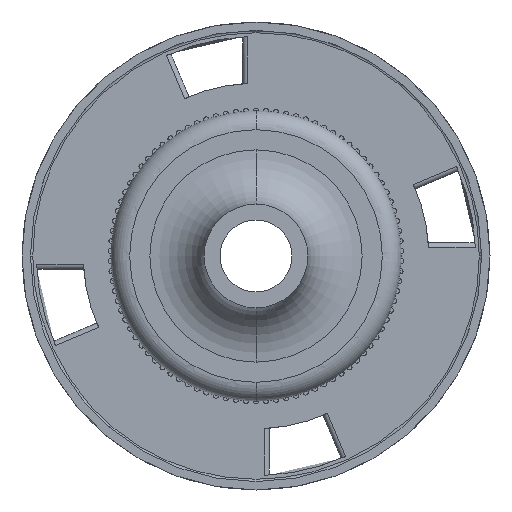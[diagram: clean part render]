
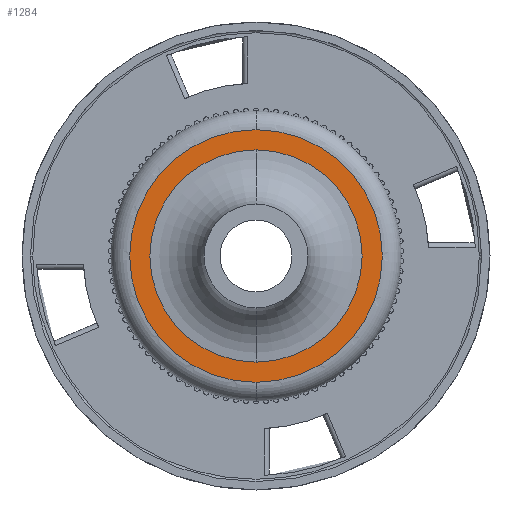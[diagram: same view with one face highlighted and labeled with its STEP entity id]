
A CAD part, front view. The second image highlights one B-rep face of the part: STEP entity #1284.
In plain terms, the highlighted planar face has unit normal (0, -1, 0).
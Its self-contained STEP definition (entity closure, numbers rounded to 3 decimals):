
#96 = AXIS2_PLACEMENT_3D ( 'NONE', #3176, #9621, #370 ) ;
#248 = DIRECTION ( 'NONE',  ( 0., 1., 0. ) ) ;
#370 = DIRECTION ( 'NONE',  ( 0., 0., -1. ) ) ;
#1192 = CIRCLE ( 'NONE', #5635, 26.995 ) ;
#1262 = ORIENTED_EDGE ( 'NONE', *, *, #7454, .F. ) ;
#1284 = ADVANCED_FACE ( 'NONE', ( #11223, #2513 ), #6027, .T. ) ;
#1316 = VERTEX_POINT ( 'NONE', #7931 ) ;
#1444 = CARTESIAN_POINT ( 'NONE',  ( 0., -22.5, 22.67 ) ) ;
#2206 = ORIENTED_EDGE ( 'NONE', *, *, #11284, .F. ) ;
#2207 = DIRECTION ( 'NONE',  ( 0., 0., 1. ) ) ;
#2513 = FACE_OUTER_BOUND ( 'NONE', #11347, .T. ) ;
#2729 = EDGE_LOOP ( 'NONE', ( #7358, #4434 ) ) ;
#3176 = CARTESIAN_POINT ( 'NONE',  ( -26.995, -22.5, 0. ) ) ;
#3364 = CARTESIAN_POINT ( 'NONE',  ( 0., -22.5, 26.995 ) ) ;
#3550 = EDGE_CURVE ( 'NONE', #4275, #6523, #5574, .T. ) ;
#3867 = CIRCLE ( 'NONE', #5512, 22.67 ) ;
#3945 = DIRECTION ( 'NONE',  ( 0., 1., 0. ) ) ;
#3998 = AXIS2_PLACEMENT_3D ( 'NONE', #6988, #11547, #5184 ) ;
#4079 = EDGE_CURVE ( 'NONE', #6523, #4275, #3867, .T. ) ;
#4275 = VERTEX_POINT ( 'NONE', #6190 ) ;
#4434 = ORIENTED_EDGE ( 'NONE', *, *, #3550, .T. ) ;
#4883 = DIRECTION ( 'NONE',  ( 0., 0., 1. ) ) ;
#4971 = VERTEX_POINT ( 'NONE', #3364 ) ;
#5184 = DIRECTION ( 'NONE',  ( 0., 0., 1. ) ) ;
#5422 = CIRCLE ( 'NONE', #3998, 26.995 ) ;
#5512 = AXIS2_PLACEMENT_3D ( 'NONE', #11352, #3945, #2207 ) ;
#5574 = CIRCLE ( 'NONE', #6373, 22.67 ) ;
#5635 = AXIS2_PLACEMENT_3D ( 'NONE', #9271, #248, #6664 ) ;
#6027 = PLANE ( 'NONE',  #96 ) ;
#6190 = CARTESIAN_POINT ( 'NONE',  ( 0., -22.5, -22.67 ) ) ;
#6373 = AXIS2_PLACEMENT_3D ( 'NONE', #9371, #8562, #4883 ) ;
#6523 = VERTEX_POINT ( 'NONE', #1444 ) ;
#6664 = DIRECTION ( 'NONE',  ( 0., 0., 1. ) ) ;
#6988 = CARTESIAN_POINT ( 'NONE',  ( 0., -22.5, 0. ) ) ;
#7358 = ORIENTED_EDGE ( 'NONE', *, *, #4079, .T. ) ;
#7454 = EDGE_CURVE ( 'NONE', #1316, #4971, #1192, .T. ) ;
#7931 = CARTESIAN_POINT ( 'NONE',  ( 0., -22.5, -26.995 ) ) ;
#8562 = DIRECTION ( 'NONE',  ( 0., 1., 0. ) ) ;
#9271 = CARTESIAN_POINT ( 'NONE',  ( 0., -22.5, 0. ) ) ;
#9371 = CARTESIAN_POINT ( 'NONE',  ( 0., -22.5, 0. ) ) ;
#9621 = DIRECTION ( 'NONE',  ( 0., -1., 0. ) ) ;
#11223 = FACE_BOUND ( 'NONE', #2729, .T. ) ;
#11284 = EDGE_CURVE ( 'NONE', #4971, #1316, #5422, .T. ) ;
#11347 = EDGE_LOOP ( 'NONE', ( #2206, #1262 ) ) ;
#11352 = CARTESIAN_POINT ( 'NONE',  ( 0., -22.5, 0. ) ) ;
#11547 = DIRECTION ( 'NONE',  ( 0., 1., 0. ) ) ;
